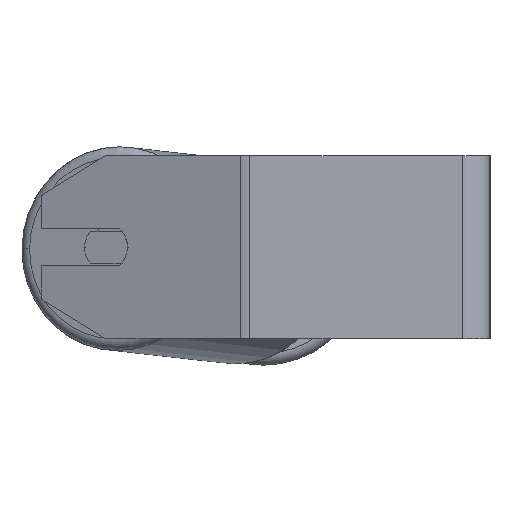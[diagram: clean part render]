
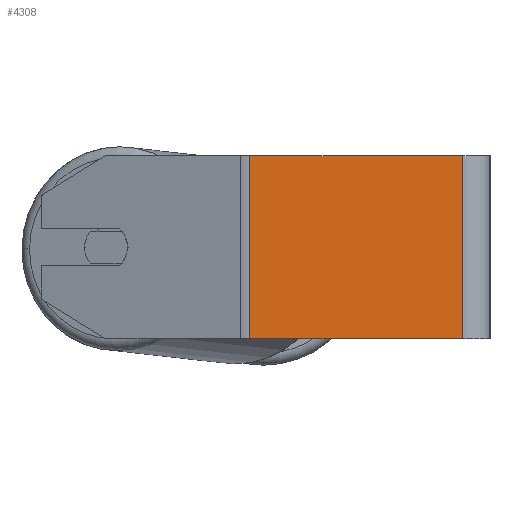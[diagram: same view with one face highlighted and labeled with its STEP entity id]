
A CAD part, left-side view. The second image highlights one B-rep face of the part: STEP entity #4308.
In plain terms, the highlighted planar face has unit normal (-1, 0, 0).
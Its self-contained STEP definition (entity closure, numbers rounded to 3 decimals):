
#203 = FACE_OUTER_BOUND ( 'NONE', #3107, .T. ) ;
#360 = EDGE_CURVE ( 'NONE', #6949, #6127, #629, .T. ) ;
#629 = LINE ( 'NONE', #3301, #1140 ) ;
#796 = DIRECTION ( 'NONE',  ( 0., -1., 0. ) ) ;
#829 = DIRECTION ( 'NONE',  ( 0., 0., -1. ) ) ;
#1140 = VECTOR ( 'NONE', #796, 1000. ) ;
#1182 = VECTOR ( 'NONE', #7174, 1000. ) ;
#1212 = VECTOR ( 'NONE', #8285, 1000. ) ;
#1713 = CARTESIAN_POINT ( 'NONE',  ( -300., 104.821, 40. ) ) ;
#1735 = AXIS2_PLACEMENT_3D ( 'NONE', #4862, #2827, #829 ) ;
#2341 = CARTESIAN_POINT ( 'NONE',  ( -300., 12., 40. ) ) ;
#2748 = ORIENTED_EDGE ( 'NONE', *, *, #5892, .T. ) ;
#2827 = DIRECTION ( 'NONE',  ( 1., 0., 0. ) ) ;
#3107 = EDGE_LOOP ( 'NONE', ( #7195, #5624, #5898, #2748 ) ) ;
#3301 = CARTESIAN_POINT ( 'NONE',  ( -300., 106.937, 40. ) ) ;
#3733 = LINE ( 'NONE', #2341, #1182 ) ;
#4176 = CARTESIAN_POINT ( 'NONE',  ( -300., 106.937, -40. ) ) ;
#4249 = EDGE_CURVE ( 'NONE', #6301, #8445, #6241, .T. ) ;
#4308 = ADVANCED_FACE ( 'NONE', ( #203 ), #8216, .F. ) ;
#4369 = CARTESIAN_POINT ( 'NONE',  ( -300., 104.821, 40. ) ) ;
#4437 = EDGE_CURVE ( 'NONE', #6127, #8445, #3733, .T. ) ;
#4598 = CARTESIAN_POINT ( 'NONE',  ( -300., 12., -40. ) ) ;
#4862 = CARTESIAN_POINT ( 'NONE',  ( -300., 106.937, 40. ) ) ;
#4923 = CARTESIAN_POINT ( 'NONE',  ( -300., 12., 40. ) ) ;
#5624 = ORIENTED_EDGE ( 'NONE', *, *, #4437, .F. ) ;
#5892 = EDGE_CURVE ( 'NONE', #6949, #6301, #5956, .T. ) ;
#5898 = ORIENTED_EDGE ( 'NONE', *, *, #360, .F. ) ;
#5956 = LINE ( 'NONE', #4369, #1212 ) ;
#6127 = VERTEX_POINT ( 'NONE', #4923 ) ;
#6241 = LINE ( 'NONE', #4176, #7656 ) ;
#6301 = VERTEX_POINT ( 'NONE', #7339 ) ;
#6904 = DIRECTION ( 'NONE',  ( 0., -1., 0. ) ) ;
#6949 = VERTEX_POINT ( 'NONE', #1713 ) ;
#7174 = DIRECTION ( 'NONE',  ( 0., 0., -1. ) ) ;
#7195 = ORIENTED_EDGE ( 'NONE', *, *, #4249, .T. ) ;
#7339 = CARTESIAN_POINT ( 'NONE',  ( -300., 104.821, -40. ) ) ;
#7656 = VECTOR ( 'NONE', #6904, 1000. ) ;
#8216 = PLANE ( 'NONE',  #1735 ) ;
#8285 = DIRECTION ( 'NONE',  ( 0., 0., -1. ) ) ;
#8445 = VERTEX_POINT ( 'NONE', #4598 ) ;
